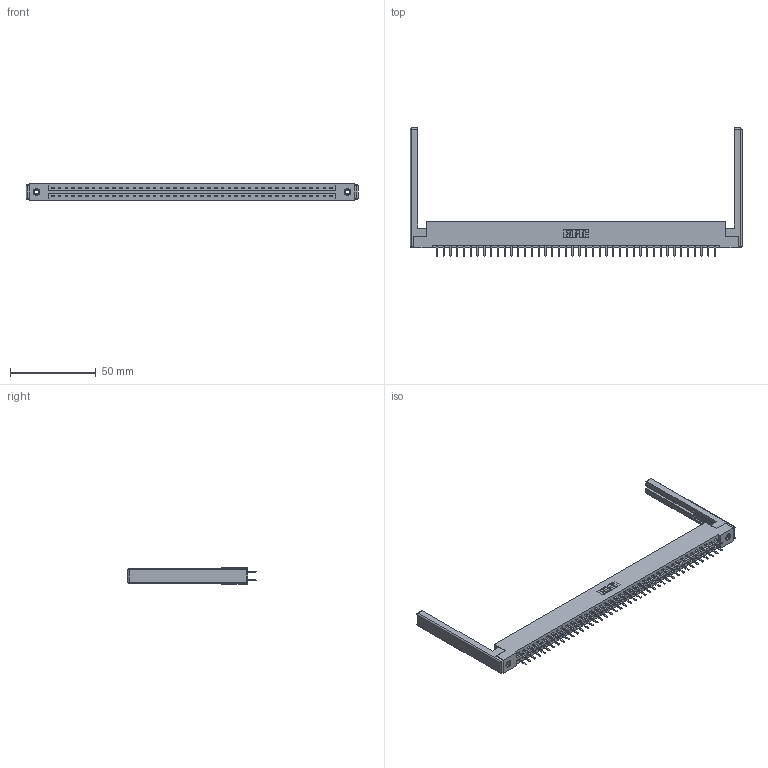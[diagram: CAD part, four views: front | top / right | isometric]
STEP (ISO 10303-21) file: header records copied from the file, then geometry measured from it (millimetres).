
FILE_DESCRIPTION (( 'STEP AP203' ), '1' );
FILE_NAME ('337-084-520-268.STEP', '2019-10-10T13:43:26', ( '' ), ( '' ), 'SwSTEP 2.0', 'SolidWorks 2016', '' );
FILE_SCHEMA (( 'CONFIG_CONTROL_DESIGN' ));
Length unit declared in the file: inch
Products named in the file (5): 345-292-001_345-293-120; 345-250-001_345-250-001-102; 337 Part_Flush Mounting Lugs - 0.156 Dia-TI; 337-084-520-268; 307-220-068
Assembly tree (89 placements, depth 2):
  337-084-520-268
    337 Part_Flush Mounting Lugs - 0.156 Dia-TI
    345-292-001_345-293-120  x84
    345-250-001_345-250-001-102  x2
    307-220-068  x2
Bounding box: 193.85 x 74.76 x 9.4 mm (x, y, z)
Volume: 24777.6 mm3; surface area: 26983.2 mm2
Topology: 89 solids, 89 shells, 5140 faces, 14897 edges, 9686 vertices
Faces by surface type: plane 3518, cylinder 1598, cone 12, sphere 8, torus 4
Entity records: 35438 total; most frequent: CARTESIAN_POINT 5947, ORIENTED_EDGE 5860, DIRECTION 5116, EDGE_CURVE 2930, VECTOR 2748, LINE 2748, VERTEX_POINT 1942, AXIS2_PLACEMENT_3D 1184
